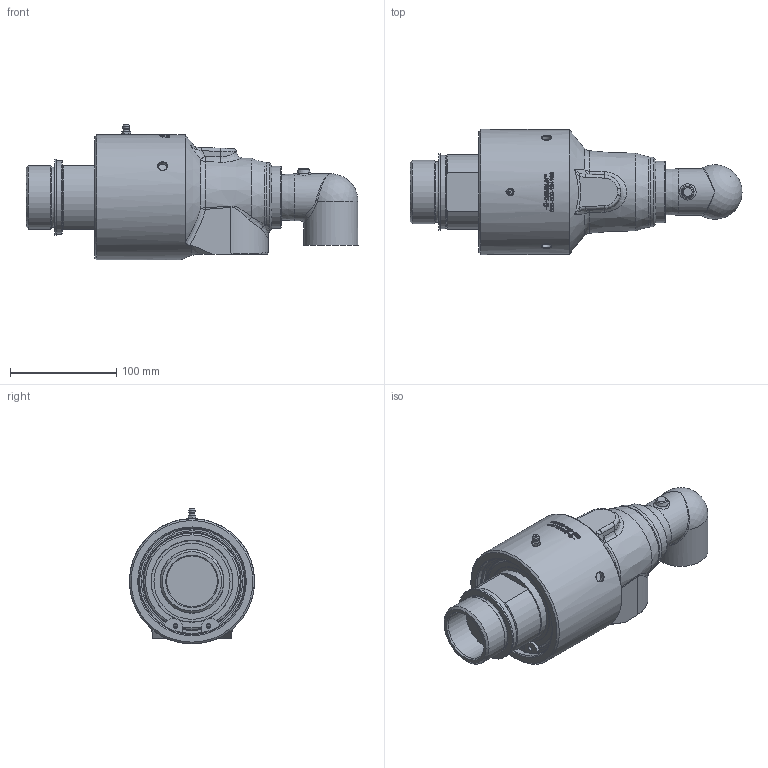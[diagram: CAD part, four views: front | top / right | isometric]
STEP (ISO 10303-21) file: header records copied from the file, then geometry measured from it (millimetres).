
FILE_DESCRIPTION(/* description */ (''),/* implementation_level */ '2;1');
FILE_NAME(/* name */ '655-500-124166-IC.stp',/* time_stamp */ '2020-05-20T14:34:21-05:00',/* author */ ('dyurkovich'),/* organization */ (''),/* preprocessor_version */ 'ST-DEVELOPER v18',/* originating_system */ 'Autodesk Inventor 2020',/* authorisation */ '');
FILE_SCHEMA (('AUTOMOTIVE_DESIGN { 1 0 10303 214 3 1 1 }'));
Length unit declared in the file: millimetre
Products named in the file (1): 655-500-124166-IC
Bounding box: 311.8 x 117.5 x 127.49 mm (x, y, z)
Volume: 1739915.8 mm3; surface area: 124430.8 mm2
Topology: 2 solids, 6 shells, 592 faces, 1583 edges, 1043 vertices
Faces by surface type: plane 263, bspline 182, cylinder 90, cone 37, torus 11, sphere 9
Full cylindrical faces by diameter (mm): 4.361 x2, 8.6 x3, 44 x1, 47.6 x1, 51 x1, 58 x1, 59.614 x1, 60 x1, 69 x1, 70 x1, 71.4 x1, 76.3 x1, 76.908 x1, 91.5 x1, 100 x1, 100.08 x1, 107.6 x1, 117.5 x1
Entity records: 25578 total; most frequent: CARTESIAN_POINT 11367, ORIENTED_EDGE 3152, DIRECTION 2572, EDGE_CURVE 1576, VERTEX_POINT 1043, AXIS2_PLACEMENT_3D 1023, EDGE_LOOP 647, FACE_OUTER_BOUND 592
